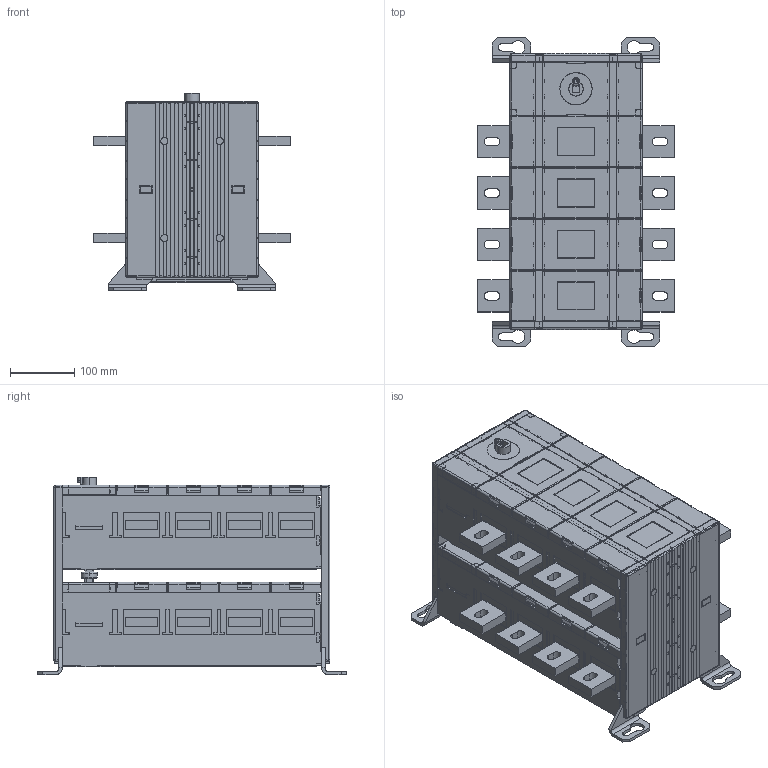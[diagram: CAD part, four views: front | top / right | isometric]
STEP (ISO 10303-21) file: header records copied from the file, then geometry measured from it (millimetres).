
FILE_DESCRIPTION((''),'2;1');
FILE_NAME('OT1000E04DD_SW0007','2022-05-09T15:03:19',('FIANLEH10'),(''),'CREO PARAMETRIC BY PTC INC, 2020184','CREO PARAMETRIC BY PTC INC, 2020184','');
FILE_SCHEMA(('AUTOMOTIVE_DESIGN { 1 0 10303 214 1 1 1 1 }'));
Products named in the file (1): OT1000E04DD_SW0007
Bounding box: 306 x 480 x 307.5 mm (x, y, z)
Volume: 22862578.8 mm3; surface area: 1164451.1 mm2
Topology: 1 solids, 1 shells, 4564 faces, 13482 edges, 8815 vertices
Faces by surface type: plane 3467, cylinder 877, bspline 83, cone 63, torus 45, extrusion 19, sphere 10
Entity records: 204914 total; most frequent: CARTESIAN_POINT 46138, ORIENTED_EDGE 26920, DIRECTION 22875, EDGE_CURVE 13460, VECTOR 10790, LINE 10771, VERTEX_POINT 8815, AXIS2_PLACEMENT_3D 6041
